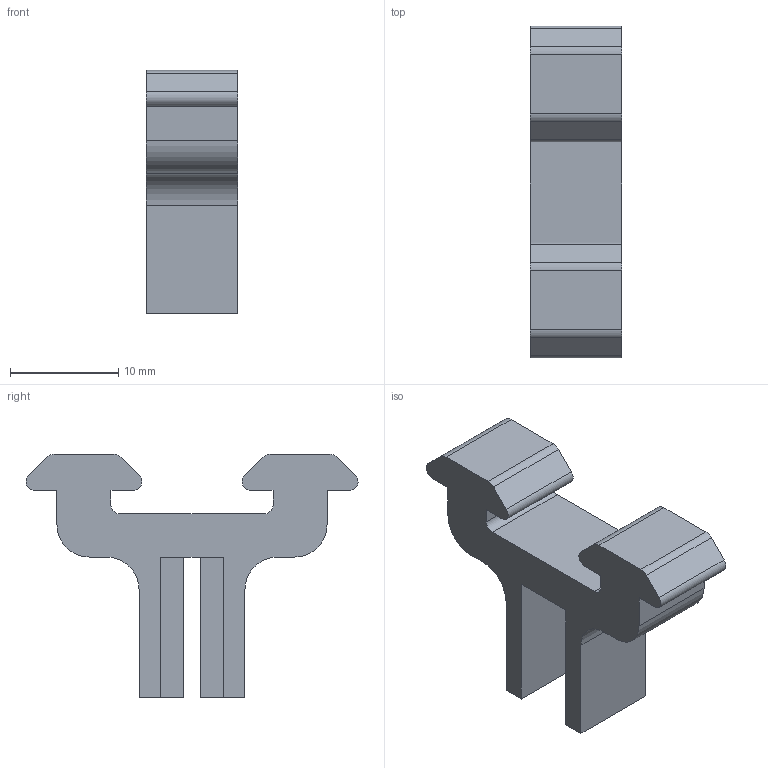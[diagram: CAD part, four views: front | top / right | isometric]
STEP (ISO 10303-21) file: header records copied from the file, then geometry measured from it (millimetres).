
FILE_DESCRIPTION(/* description */ (''),/* implementation_level */ '2;1');
FILE_NAME(/* name */ 'limit switches v7.step',/* time_stamp */ '2020-04-11T17:33:00-04:00',/* author */ (''),/* organization */ (''),/* preprocessor_version */ 'ST-DEVELOPER v18',/* originating_system */ 'Autodesk Translation Framework v8.12.0.6',/* authorisation */ '');
FILE_SCHEMA (('AUTOMOTIVE_DESIGN { 1 0 10303 214 3 1 1 }'));
Length unit declared in the file: millimetre
Products named in the file (1): limit switches
Bounding box: 8.5 x 30.71 x 22.5 mm (x, y, z)
Volume: 2109.7 mm3; surface area: 1790.5 mm2
Topology: 1 solids, 1 shells, 44 faces, 126 edges, 84 vertices
Faces by surface type: plane 30, cylinder 14
Entity records: 1467 total; most frequent: CARTESIAN_POINT 255, ORIENTED_EDGE 252, DIRECTION 244, EDGE_CURVE 126, LINE 98, VECTOR 98, VERTEX_POINT 84, AXIS2_PLACEMENT_3D 73
